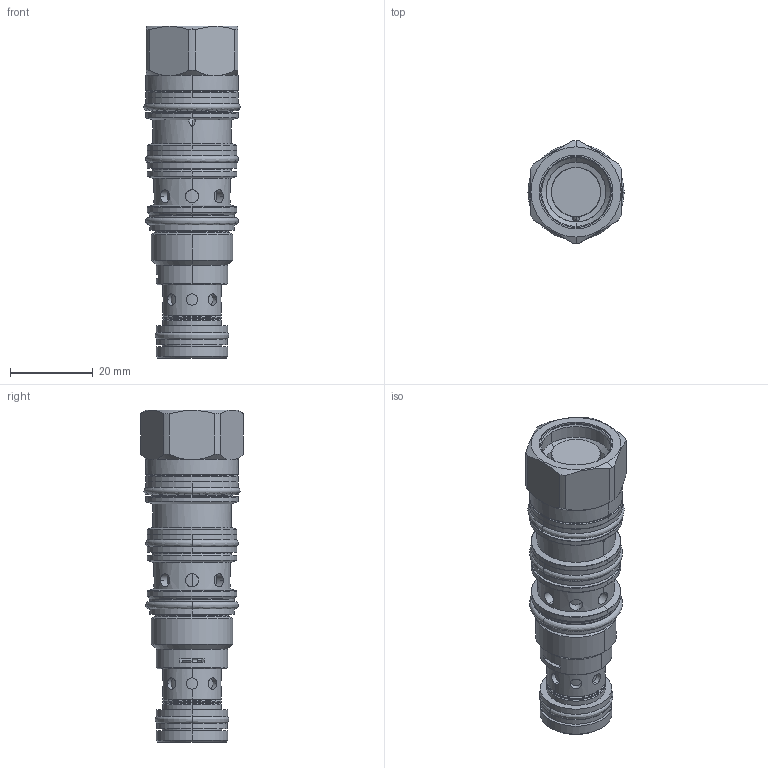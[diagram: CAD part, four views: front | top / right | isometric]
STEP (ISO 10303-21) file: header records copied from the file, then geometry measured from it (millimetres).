
FILE_DESCRIPTION((''),'2;1');
FILE_NAME('PVDA8WN_SW','2023-10-02T11:16:43',('SigMax'),(''),'CREO PARAMETRIC BY PTC INC, 2021072','CREO PARAMETRIC BY PTC INC, 2021072','');
FILE_SCHEMA(('AUTOMOTIVE_DESIGN { 1 0 10303 214 1 1 1 1 }'));
Length unit declared in the file: inch
Products named in the file (1): PVDA8WN_SW
Bounding box: 23.29 x 24.84 x 80.47 mm (x, y, z)
Volume: 21728.7 mm3; surface area: 13512.5 mm2
Topology: 6 solids, 6 shells, 354 faces, 803 edges, 487 vertices
Faces by surface type: cylinder 175, cone 63, torus 55, plane 47, revolution 14
Entity records: 15676 total; most frequent: CARTESIAN_POINT 5091, DIRECTION 1712, ORIENTED_EDGE 1606, EDGE_CURVE 803, AXIS2_PLACEMENT_3D 733, VERTEX_POINT 487, EDGE_LOOP 408, CIRCLE 393
